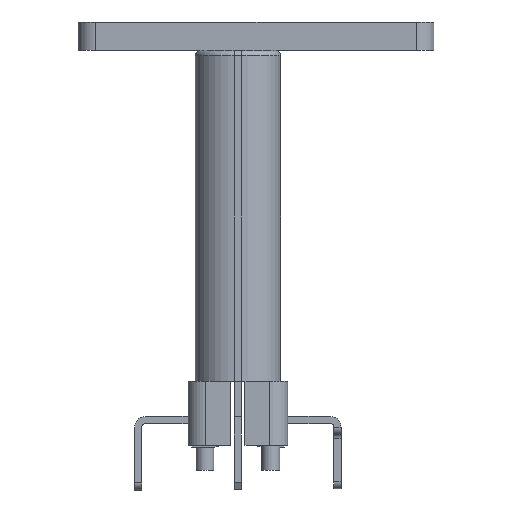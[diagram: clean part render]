
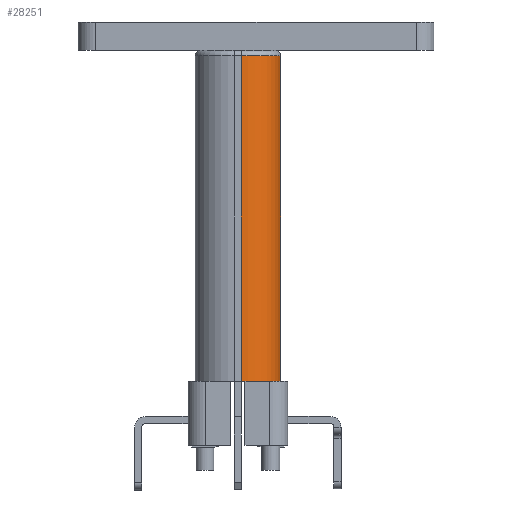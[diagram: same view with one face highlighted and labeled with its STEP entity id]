
A CAD part, left-side view. The second image highlights one B-rep face of the part: STEP entity #28251.
In plain terms, the highlighted cylindrical face has radius 1.1 mm (diameter 2.2 mm), a partial arc.
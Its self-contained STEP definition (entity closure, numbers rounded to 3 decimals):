
#246 = CARTESIAN_POINT ( 'NONE',  ( -3.947, 0.409, 0. ) ) ;
#1754 = EDGE_CURVE ( 'NONE', #3487, #34242, #33137, .T. ) ;
#3487 = VERTEX_POINT ( 'NONE', #24698 ) ;
#5563 = CARTESIAN_POINT ( 'NONE',  ( -2.847, 0.409, 1.8 ) ) ;
#6353 = ORIENTED_EDGE ( 'NONE', *, *, #1754, .T. ) ;
#8804 = ORIENTED_EDGE ( 'NONE', *, *, #31044, .T. ) ;
#9116 = EDGE_LOOP ( 'NONE', ( #6353, #8804, #11209, #26095 ) ) ;
#9856 = DIRECTION ( 'NONE',  ( 0., 1., 0. ) ) ;
#9889 = FACE_OUTER_BOUND ( 'NONE', #9116, .T. ) ;
#11209 = ORIENTED_EDGE ( 'NONE', *, *, #32805, .F. ) ;
#12257 = VECTOR ( 'NONE', #22928, 1000. ) ;
#13730 = CARTESIAN_POINT ( 'NONE',  ( -2.847, 0.409, 0. ) ) ;
#13942 = VERTEX_POINT ( 'NONE', #18061 ) ;
#14894 = DIRECTION ( 'NONE',  ( 1., 0., 0. ) ) ;
#16523 = DIRECTION ( 'NONE',  ( 0., 0., 1. ) ) ;
#16626 = CYLINDRICAL_SURFACE ( 'NONE', #18625, 1.1 ) ;
#16937 = CARTESIAN_POINT ( 'NONE',  ( -2.847, -0.691, 0. ) ) ;
#18061 = CARTESIAN_POINT ( 'NONE',  ( -3.947, 0.409, 1.8 ) ) ;
#18363 = CIRCLE ( 'NONE', #40731, 1.1 ) ;
#18625 = AXIS2_PLACEMENT_3D ( 'NONE', #13730, #36210, #23409 ) ;
#18890 = AXIS2_PLACEMENT_3D ( 'NONE', #19555, #32593, #9856 ) ;
#19555 = CARTESIAN_POINT ( 'NONE',  ( -2.847, 0.409, 10.95 ) ) ;
#22928 = DIRECTION ( 'NONE',  ( 0., 0., 1. ) ) ;
#23409 = DIRECTION ( 'NONE',  ( 0., 1., 0. ) ) ;
#23984 = DIRECTION ( 'NONE',  ( 0., 0., -1. ) ) ;
#24698 = CARTESIAN_POINT ( 'NONE',  ( -2.847, -0.691, 1.8 ) ) ;
#25562 = CARTESIAN_POINT ( 'NONE',  ( -2.847, -0.691, 10.95 ) ) ;
#26095 = ORIENTED_EDGE ( 'NONE', *, *, #33612, .F. ) ;
#28251 = ADVANCED_FACE ( 'NONE', ( #9889 ), #16626, .T. ) ;
#28544 = CARTESIAN_POINT ( 'NONE',  ( -3.947, 0.409, 10.95 ) ) ;
#29328 = LINE ( 'NONE', #246, #12257 ) ;
#31044 = EDGE_CURVE ( 'NONE', #34242, #37557, #39963, .T. ) ;
#32593 = DIRECTION ( 'NONE',  ( 0., 0., -1. ) ) ;
#32805 = EDGE_CURVE ( 'NONE', #13942, #37557, #29328, .T. ) ;
#33137 = LINE ( 'NONE', #16937, #40101 ) ;
#33612 = EDGE_CURVE ( 'NONE', #3487, #13942, #18363, .T. ) ;
#34242 = VERTEX_POINT ( 'NONE', #25562 ) ;
#36210 = DIRECTION ( 'NONE',  ( 0., 0., 1. ) ) ;
#37557 = VERTEX_POINT ( 'NONE', #28544 ) ;
#39963 = CIRCLE ( 'NONE', #18890, 1.1 ) ;
#40101 = VECTOR ( 'NONE', #16523, 1000. ) ;
#40731 = AXIS2_PLACEMENT_3D ( 'NONE', #5563, #23984, #14894 ) ;
